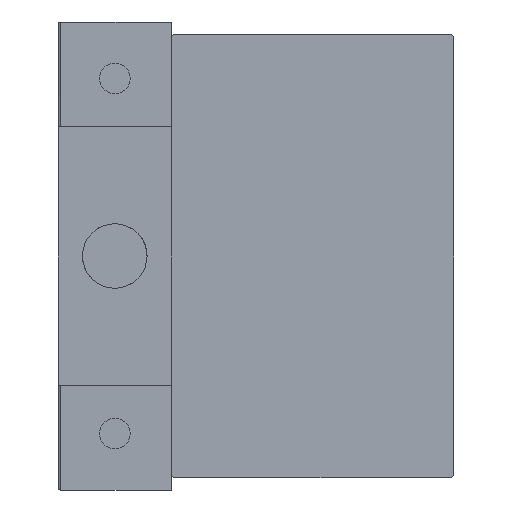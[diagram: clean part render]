
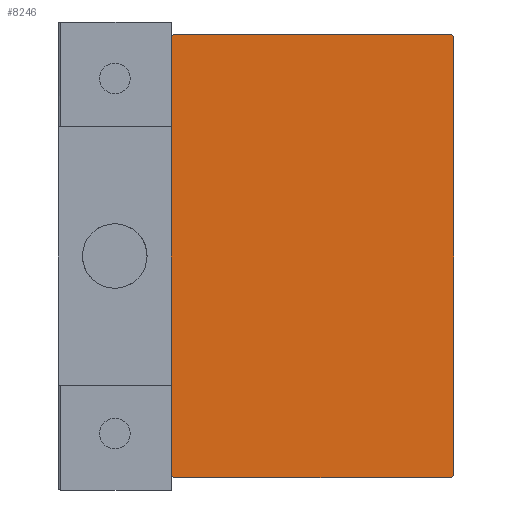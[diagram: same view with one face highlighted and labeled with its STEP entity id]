
A CAD part, left-side view. The second image highlights one B-rep face of the part: STEP entity #8246.
In plain terms, the highlighted face is planar.
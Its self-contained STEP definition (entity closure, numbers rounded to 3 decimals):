
#685 = LINE ( 'NONE', #19646, #30832 ) ;
#817 = ORIENTED_EDGE ( 'NONE', *, *, #4381, .T. ) ;
#1060 = ORIENTED_EDGE ( 'NONE', *, *, #26156, .T. ) ;
#1852 = LINE ( 'NONE', #25415, #9742 ) ;
#1905 = VECTOR ( 'NONE', #2126, 1000. ) ;
#2126 = DIRECTION ( 'NONE',  ( 0., 0., 1. ) ) ;
#2180 = CARTESIAN_POINT ( 'NONE',  ( 56., -17.2, -27.5 ) ) ;
#2344 = DIRECTION ( 'NONE',  ( 0., 0.707, 0.707 ) ) ;
#3055 = VERTEX_POINT ( 'NONE', #43434 ) ;
#4381 = EDGE_CURVE ( 'NONE', #6813, #3055, #29637, .T. ) ;
#5003 = CARTESIAN_POINT ( 'NONE',  ( 56., 17.5, -27.2 ) ) ;
#6206 = LINE ( 'NONE', #25948, #1905 ) ;
#6813 = VERTEX_POINT ( 'NONE', #7725 ) ;
#7725 = CARTESIAN_POINT ( 'NONE',  ( 56., -17.5, 27.2 ) ) ;
#8246 = ADVANCED_FACE ( 'NONE', ( #39556 ), #16284, .T. ) ;
#9742 = VECTOR ( 'NONE', #2344, 1000. ) ;
#10188 = EDGE_LOOP ( 'NONE', ( #35399, #1060, #30066, #15689, #43286, #50591, #817, #11518 ) ) ;
#11073 = LINE ( 'NONE', #14162, #45154 ) ;
#11518 = ORIENTED_EDGE ( 'NONE', *, *, #43687, .T. ) ;
#11743 = VECTOR ( 'NONE', #30587, 1000. ) ;
#12144 = VERTEX_POINT ( 'NONE', #46663 ) ;
#14162 = CARTESIAN_POINT ( 'NONE',  ( 56., 22.35, 22.35 ) ) ;
#14780 = DIRECTION ( 'NONE',  ( 0., 0., -1. ) ) ;
#14784 = EDGE_CURVE ( 'NONE', #50107, #26549, #11073, .T. ) ;
#15689 = ORIENTED_EDGE ( 'NONE', *, *, #14784, .T. ) ;
#16284 = PLANE ( 'NONE',  #47509 ) ;
#18605 = CARTESIAN_POINT ( 'NONE',  ( 56., -17.5, 27.5 ) ) ;
#19254 = EDGE_CURVE ( 'NONE', #23389, #12144, #685, .T. ) ;
#19646 = CARTESIAN_POINT ( 'NONE',  ( 56., -17.5, -27.5 ) ) ;
#21548 = VECTOR ( 'NONE', #26336, 1000. ) ;
#23117 = LINE ( 'NONE', #49202, #46235 ) ;
#23389 = VERTEX_POINT ( 'NONE', #2180 ) ;
#25415 = CARTESIAN_POINT ( 'NONE',  ( 56., 22.35, -22.35 ) ) ;
#25948 = CARTESIAN_POINT ( 'NONE',  ( 56., 17.5, -27.5 ) ) ;
#26156 = EDGE_CURVE ( 'NONE', #12144, #45392, #1852, .T. ) ;
#26336 = DIRECTION ( 'NONE',  ( 0., 0.707, -0.707 ) ) ;
#26368 = CARTESIAN_POINT ( 'NONE',  ( 56., 17.2, 27.5 ) ) ;
#26549 = VERTEX_POINT ( 'NONE', #26368 ) ;
#27921 = CARTESIAN_POINT ( 'NONE',  ( 56., 17.5, 27.2 ) ) ;
#29574 = LINE ( 'NONE', #38248, #11743 ) ;
#29637 = LINE ( 'NONE', #18605, #33499 ) ;
#30066 = ORIENTED_EDGE ( 'NONE', *, *, #43481, .T. ) ;
#30587 = DIRECTION ( 'NONE',  ( 0., -0.707, -0.707 ) ) ;
#30832 = VECTOR ( 'NONE', #46502, 1000. ) ;
#32554 = LINE ( 'NONE', #37831, #21548 ) ;
#32910 = DIRECTION ( 'NONE',  ( 0., 0., -1. ) ) ;
#33499 = VECTOR ( 'NONE', #14780, 1000. ) ;
#33876 = DIRECTION ( 'NONE',  ( 0., -1., 0. ) ) ;
#35399 = ORIENTED_EDGE ( 'NONE', *, *, #19254, .T. ) ;
#35732 = CARTESIAN_POINT ( 'NONE',  ( 56., 0., 0. ) ) ;
#37831 = CARTESIAN_POINT ( 'NONE',  ( 56., -22.35, -22.35 ) ) ;
#38132 = CARTESIAN_POINT ( 'NONE',  ( 56., -17.2, 27.5 ) ) ;
#38248 = CARTESIAN_POINT ( 'NONE',  ( 56., -22.35, 22.35 ) ) ;
#39556 = FACE_OUTER_BOUND ( 'NONE', #10188, .T. ) ;
#40560 = DIRECTION ( 'NONE',  ( 1., 0., 0. ) ) ;
#43286 = ORIENTED_EDGE ( 'NONE', *, *, #46675, .T. ) ;
#43434 = CARTESIAN_POINT ( 'NONE',  ( 56., -17.5, -27.2 ) ) ;
#43481 = EDGE_CURVE ( 'NONE', #45392, #50107, #6206, .T. ) ;
#43687 = EDGE_CURVE ( 'NONE', #3055, #23389, #32554, .T. ) ;
#44574 = VERTEX_POINT ( 'NONE', #38132 ) ;
#44788 = EDGE_CURVE ( 'NONE', #44574, #6813, #29574, .T. ) ;
#45154 = VECTOR ( 'NONE', #45864, 1000. ) ;
#45392 = VERTEX_POINT ( 'NONE', #5003 ) ;
#45864 = DIRECTION ( 'NONE',  ( 0., -0.707, 0.707 ) ) ;
#46235 = VECTOR ( 'NONE', #33876, 1000. ) ;
#46502 = DIRECTION ( 'NONE',  ( 0., 1., 0. ) ) ;
#46663 = CARTESIAN_POINT ( 'NONE',  ( 56., 17.2, -27.5 ) ) ;
#46675 = EDGE_CURVE ( 'NONE', #26549, #44574, #23117, .T. ) ;
#47509 = AXIS2_PLACEMENT_3D ( 'NONE', #35732, #40560, #32910 ) ;
#49202 = CARTESIAN_POINT ( 'NONE',  ( 56., 17.5, 27.5 ) ) ;
#50107 = VERTEX_POINT ( 'NONE', #27921 ) ;
#50591 = ORIENTED_EDGE ( 'NONE', *, *, #44788, .T. ) ;
